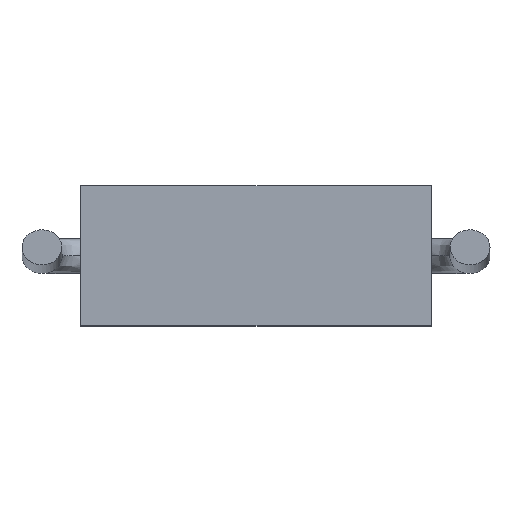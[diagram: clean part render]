
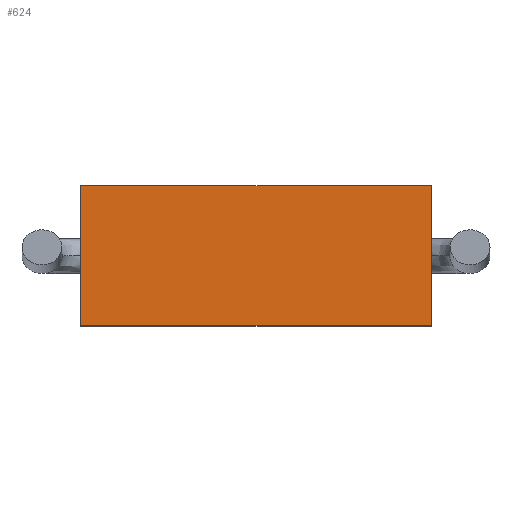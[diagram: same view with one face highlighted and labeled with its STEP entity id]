
A CAD part, top view. The second image highlights one B-rep face of the part: STEP entity #624.
In plain terms, the highlighted planar face has unit normal (0, 0, 1).
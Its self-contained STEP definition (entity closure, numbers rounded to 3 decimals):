
#57 = EDGE_CURVE ( 'NONE', #109, #319, #613, .T. ) ;
#109 = VERTEX_POINT ( 'NONE', #261 ) ;
#126 = VECTOR ( 'NONE', #146, 1000. ) ;
#146 = DIRECTION ( 'NONE',  ( 0., -1., 0. ) ) ;
#182 = ORIENTED_EDGE ( 'NONE', *, *, #337, .T. ) ;
#200 = AXIS2_PLACEMENT_3D ( 'NONE', #630, #204, #706 ) ;
#204 = DIRECTION ( 'NONE',  ( 0., 0., -1. ) ) ;
#261 = CARTESIAN_POINT ( 'NONE',  ( -2.5, 2., 2.5 ) ) ;
#282 = CARTESIAN_POINT ( 'NONE',  ( 2.5, 2., 2.5 ) ) ;
#319 = VERTEX_POINT ( 'NONE', #870 ) ;
#337 = EDGE_CURVE ( 'NONE', #319, #650, #698, .T. ) ;
#341 = PLANE ( 'NONE',  #200 ) ;
#390 = EDGE_CURVE ( 'NONE', #537, #650, #496, .T. ) ;
#423 = CARTESIAN_POINT ( 'NONE',  ( 2.5, 2., 2.5 ) ) ;
#446 = ORIENTED_EDGE ( 'NONE', *, *, #57, .T. ) ;
#496 = LINE ( 'NONE', #423, #126 ) ;
#502 = LINE ( 'NONE', #540, #528 ) ;
#505 = DIRECTION ( 'NONE',  ( 1., 0., 0. ) ) ;
#528 = VECTOR ( 'NONE', #841, 1000. ) ;
#537 = VERTEX_POINT ( 'NONE', #282 ) ;
#540 = CARTESIAN_POINT ( 'NONE',  ( -2.5, 2., 2.5 ) ) ;
#575 = CARTESIAN_POINT ( 'NONE',  ( -2.5, 0., 2.5 ) ) ;
#601 = EDGE_CURVE ( 'NONE', #109, #537, #502, .T. ) ;
#613 = LINE ( 'NONE', #693, #694 ) ;
#624 = ADVANCED_FACE ( 'NONE', ( #672 ), #341, .F. ) ;
#630 = CARTESIAN_POINT ( 'NONE',  ( -2.5, 2., 2.5 ) ) ;
#650 = VERTEX_POINT ( 'NONE', #849 ) ;
#672 = FACE_OUTER_BOUND ( 'NONE', #697, .T. ) ;
#678 = VECTOR ( 'NONE', #505, 1000. ) ;
#693 = CARTESIAN_POINT ( 'NONE',  ( -2.5, 2., 2.5 ) ) ;
#694 = VECTOR ( 'NONE', #765, 1000. ) ;
#697 = EDGE_LOOP ( 'NONE', ( #182, #909, #885, #446 ) ) ;
#698 = LINE ( 'NONE', #575, #678 ) ;
#706 = DIRECTION ( 'NONE',  ( -1., 0., 0. ) ) ;
#765 = DIRECTION ( 'NONE',  ( 0., -1., 0. ) ) ;
#841 = DIRECTION ( 'NONE',  ( 1., 0., 0. ) ) ;
#849 = CARTESIAN_POINT ( 'NONE',  ( 2.5, 0., 2.5 ) ) ;
#870 = CARTESIAN_POINT ( 'NONE',  ( -2.5, 0., 2.5 ) ) ;
#885 = ORIENTED_EDGE ( 'NONE', *, *, #601, .F. ) ;
#909 = ORIENTED_EDGE ( 'NONE', *, *, #390, .F. ) ;
